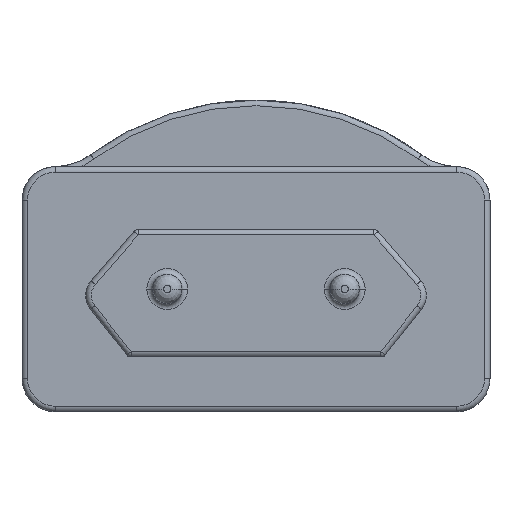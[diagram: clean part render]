
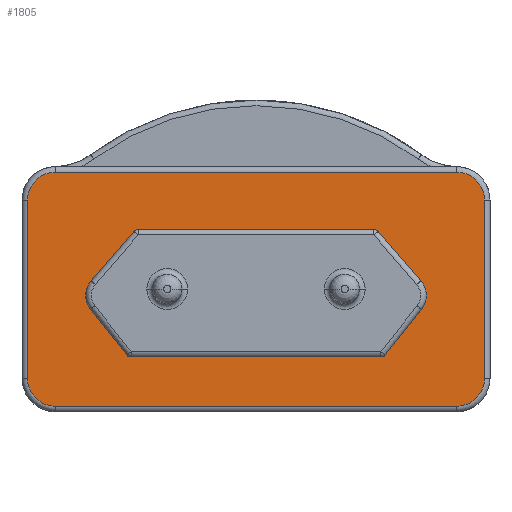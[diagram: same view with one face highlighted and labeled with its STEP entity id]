
A CAD part, left-side view. The second image highlights one B-rep face of the part: STEP entity #1805.
In plain terms, the highlighted planar face has unit normal (-1, 0, 0).
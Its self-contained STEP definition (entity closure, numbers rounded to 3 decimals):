
#1509=CARTESIAN_POINT('Vertex',(-30.,18.,17.23)) ;
#1512=CARTESIAN_POINT('Line Origine',(-30.,0.,17.23)) ;
#1516=CARTESIAN_POINT('Vertex',(-30.,-18.,17.23)) ;
#1536=CARTESIAN_POINT('Axis2P3D Location',(-30.,-18.,14.73)) ;
#1540=CARTESIAN_POINT('Vertex',(-30.,-20.5,14.73)) ;
#1560=CARTESIAN_POINT('Line Origine',(-30.,-20.5,6.73)) ;
#1564=CARTESIAN_POINT('Vertex',(-30.,-20.5,-1.27)) ;
#1584=CARTESIAN_POINT('Axis2P3D Location',(-30.,-18.,-1.27)) ;
#1588=CARTESIAN_POINT('Vertex',(-30.,-18.,-3.77)) ;
#1608=CARTESIAN_POINT('Line Origine',(-30.,0.,-3.77)) ;
#1612=CARTESIAN_POINT('Vertex',(-30.,18.,-3.77)) ;
#1632=CARTESIAN_POINT('Axis2P3D Location',(-30.,18.,-1.27)) ;
#1636=CARTESIAN_POINT('Vertex',(-30.,20.5,-1.27)) ;
#1656=CARTESIAN_POINT('Line Origine',(-30.,20.5,6.73)) ;
#1660=CARTESIAN_POINT('Vertex',(-30.,20.5,14.73)) ;
#1680=CARTESIAN_POINT('Axis2P3D Location',(-30.,18.,14.73)) ;
#1692=CARTESIAN_POINT('Axis2P3D Location',(-30.,0.,0.)) ;
#1707=CARTESIAN_POINT('Line Origine',(-30.,0.,0.651)) ;
#1711=CARTESIAN_POINT('Vertex',(-30.,11.217,0.651)) ;
#1713=CARTESIAN_POINT('Vertex',(-30.,-11.217,0.651)) ;
#1716=CARTESIAN_POINT('Axis2P3D Location',(-30.,11.217,1.151)) ;
#1720=CARTESIAN_POINT('Vertex',(-30.,11.609,0.84)) ;
#1723=CARTESIAN_POINT('Line Origine',(-30.,13.23,2.888)) ;
#1727=CARTESIAN_POINT('Vertex',(-30.,14.851,4.936)) ;
#1730=CARTESIAN_POINT('Axis2P3D Location',(-30.,13.283,6.177)) ;
#1734=CARTESIAN_POINT('Vertex',(-30.,14.795,7.486)) ;
#1737=CARTESIAN_POINT('Line Origine',(-30.,12.872,9.71)) ;
#1741=CARTESIAN_POINT('Vertex',(-30.,10.949,11.934)) ;
#1744=CARTESIAN_POINT('Axis2P3D Location',(-30.,10.571,11.607)) ;
#1748=CARTESIAN_POINT('Vertex',(-30.,10.571,12.107)) ;
#1751=CARTESIAN_POINT('Line Origine',(-30.,0.,12.107)) ;
#1755=CARTESIAN_POINT('Vertex',(-30.,-10.571,12.107)) ;
#1758=CARTESIAN_POINT('Axis2P3D Location',(-30.,-10.571,11.607)) ;
#1762=CARTESIAN_POINT('Vertex',(-30.,-10.949,11.934)) ;
#1765=CARTESIAN_POINT('Line Origine',(-30.,-12.872,9.71)) ;
#1769=CARTESIAN_POINT('Vertex',(-30.,-14.795,7.486)) ;
#1772=CARTESIAN_POINT('Axis2P3D Location',(-30.,-13.283,6.177)) ;
#1776=CARTESIAN_POINT('Vertex',(-30.,-14.851,4.936)) ;
#1779=CARTESIAN_POINT('Line Origine',(-30.,-13.23,2.888)) ;
#1783=CARTESIAN_POINT('Vertex',(-30.,-11.609,0.84)) ;
#1786=CARTESIAN_POINT('Axis2P3D Location',(-30.,-11.217,1.151)) ;
#1513=DIRECTION('Vector Direction',(0.,1.,0.)) ;
#1537=DIRECTION('Axis2P3D Direction',(1.,-0.,0.)) ;
#1561=DIRECTION('Vector Direction',(0.,0.,1.)) ;
#1585=DIRECTION('Axis2P3D Direction',(1.,0.,-0.)) ;
#1609=DIRECTION('Vector Direction',(0.,1.,0.)) ;
#1633=DIRECTION('Axis2P3D Direction',(1.,0.,0.)) ;
#1657=DIRECTION('Vector Direction',(0.,0.,-1.)) ;
#1681=DIRECTION('Axis2P3D Direction',(1.,0.,0.)) ;
#1693=DIRECTION('Axis2P3D Direction',(1.,0.,0.)) ;
#1694=DIRECTION('Axis2P3D XDirection',(0.,1.,0.)) ;
#1708=DIRECTION('Vector Direction',(0.,-1.,0.)) ;
#1717=DIRECTION('Axis2P3D Direction',(1.,0.,0.)) ;
#1724=DIRECTION('Vector Direction',(0.,-0.621,-0.784)) ;
#1731=DIRECTION('Axis2P3D Direction',(1.,0.,0.)) ;
#1738=DIRECTION('Vector Direction',(0.,0.654,-0.756)) ;
#1745=DIRECTION('Axis2P3D Direction',(1.,0.,0.)) ;
#1752=DIRECTION('Vector Direction',(0.,-1.,0.)) ;
#1759=DIRECTION('Axis2P3D Direction',(1.,0.,0.)) ;
#1766=DIRECTION('Vector Direction',(0.,-0.654,-0.756)) ;
#1773=DIRECTION('Axis2P3D Direction',(1.,0.,0.)) ;
#1780=DIRECTION('Vector Direction',(0.,0.621,-0.784)) ;
#1787=DIRECTION('Axis2P3D Direction',(1.,0.,0.)) ;
#1538=AXIS2_PLACEMENT_3D('Circle Axis2P3D',#1536,#1537,$) ;
#1586=AXIS2_PLACEMENT_3D('Circle Axis2P3D',#1584,#1585,$) ;
#1634=AXIS2_PLACEMENT_3D('Circle Axis2P3D',#1632,#1633,$) ;
#1682=AXIS2_PLACEMENT_3D('Circle Axis2P3D',#1680,#1681,$) ;
#1695=AXIS2_PLACEMENT_3D('Plane Axis2P3D',#1692,#1693,#1694) ;
#1718=AXIS2_PLACEMENT_3D('Circle Axis2P3D',#1716,#1717,$) ;
#1732=AXIS2_PLACEMENT_3D('Circle Axis2P3D',#1730,#1731,$) ;
#1746=AXIS2_PLACEMENT_3D('Circle Axis2P3D',#1744,#1745,$) ;
#1760=AXIS2_PLACEMENT_3D('Circle Axis2P3D',#1758,#1759,$) ;
#1774=AXIS2_PLACEMENT_3D('Circle Axis2P3D',#1772,#1773,$) ;
#1788=AXIS2_PLACEMENT_3D('Circle Axis2P3D',#1786,#1787,$) ;
#1698=ORIENTED_EDGE('',*,*,#1684,.F.) ;
#1699=ORIENTED_EDGE('',*,*,#1662,.F.) ;
#1700=ORIENTED_EDGE('',*,*,#1638,.F.) ;
#1701=ORIENTED_EDGE('',*,*,#1614,.F.) ;
#1702=ORIENTED_EDGE('',*,*,#1590,.F.) ;
#1703=ORIENTED_EDGE('',*,*,#1566,.F.) ;
#1704=ORIENTED_EDGE('',*,*,#1542,.F.) ;
#1705=ORIENTED_EDGE('',*,*,#1518,.F.) ;
#1792=ORIENTED_EDGE('',*,*,#1715,.F.) ;
#1793=ORIENTED_EDGE('',*,*,#1722,.F.) ;
#1794=ORIENTED_EDGE('',*,*,#1729,.F.) ;
#1795=ORIENTED_EDGE('',*,*,#1736,.F.) ;
#1796=ORIENTED_EDGE('',*,*,#1743,.F.) ;
#1797=ORIENTED_EDGE('',*,*,#1750,.F.) ;
#1798=ORIENTED_EDGE('',*,*,#1757,.F.) ;
#1799=ORIENTED_EDGE('',*,*,#1764,.F.) ;
#1800=ORIENTED_EDGE('',*,*,#1771,.F.) ;
#1801=ORIENTED_EDGE('',*,*,#1778,.F.) ;
#1802=ORIENTED_EDGE('',*,*,#1785,.F.) ;
#1803=ORIENTED_EDGE('',*,*,#1790,.F.) ;
#1804=FACE_BOUND('',#1791,.T.) ;
#1514=VECTOR('Line Direction',#1513,1.) ;
#1562=VECTOR('Line Direction',#1561,1.) ;
#1610=VECTOR('Line Direction',#1609,1.) ;
#1658=VECTOR('Line Direction',#1657,1.) ;
#1709=VECTOR('Line Direction',#1708,1.) ;
#1725=VECTOR('Line Direction',#1724,1.) ;
#1739=VECTOR('Line Direction',#1738,1.) ;
#1753=VECTOR('Line Direction',#1752,1.) ;
#1767=VECTOR('Line Direction',#1766,1.) ;
#1781=VECTOR('Line Direction',#1780,1.) ;
#1805=ADVANCED_FACE('PartBody',(#1706,#1804),#1696,.F.) ;
#1539=CIRCLE('generated circle',#1538,2.5) ;
#1587=CIRCLE('generated circle',#1586,2.5) ;
#1635=CIRCLE('generated circle',#1634,2.5) ;
#1683=CIRCLE('generated circle',#1682,2.5) ;
#1719=CIRCLE('generated circle',#1718,0.5) ;
#1733=CIRCLE('generated circle',#1732,2.) ;
#1747=CIRCLE('generated circle',#1746,0.5) ;
#1761=CIRCLE('generated circle',#1760,0.5) ;
#1775=CIRCLE('generated circle',#1774,2.) ;
#1789=CIRCLE('generated circle',#1788,0.5) ;
#1518=EDGE_CURVE('',#1510,#1517,#1515,.F.) ;
#1542=EDGE_CURVE('',#1517,#1541,#1539,.T.) ;
#1566=EDGE_CURVE('',#1541,#1565,#1563,.F.) ;
#1590=EDGE_CURVE('',#1565,#1589,#1587,.T.) ;
#1614=EDGE_CURVE('',#1589,#1613,#1611,.T.) ;
#1638=EDGE_CURVE('',#1613,#1637,#1635,.T.) ;
#1662=EDGE_CURVE('',#1637,#1661,#1659,.F.) ;
#1684=EDGE_CURVE('',#1661,#1510,#1683,.T.) ;
#1715=EDGE_CURVE('',#1712,#1714,#1710,.T.) ;
#1722=EDGE_CURVE('',#1721,#1712,#1719,.F.) ;
#1729=EDGE_CURVE('',#1728,#1721,#1726,.T.) ;
#1736=EDGE_CURVE('',#1735,#1728,#1733,.F.) ;
#1743=EDGE_CURVE('',#1742,#1735,#1740,.T.) ;
#1750=EDGE_CURVE('',#1749,#1742,#1747,.F.) ;
#1757=EDGE_CURVE('',#1756,#1749,#1754,.F.) ;
#1764=EDGE_CURVE('',#1763,#1756,#1761,.F.) ;
#1771=EDGE_CURVE('',#1770,#1763,#1768,.F.) ;
#1778=EDGE_CURVE('',#1777,#1770,#1775,.F.) ;
#1785=EDGE_CURVE('',#1784,#1777,#1782,.F.) ;
#1790=EDGE_CURVE('',#1714,#1784,#1789,.F.) ;
#1697=EDGE_LOOP('',(#1698,#1699,#1700,#1701,#1702,#1703,#1704,#1705)) ;
#1791=EDGE_LOOP('',(#1792,#1793,#1794,#1795,#1796,#1797,#1798,#1799,#1800,#1801,#1802,#1803)) ;
#1706=FACE_OUTER_BOUND('',#1697,.T.) ;
#1515=LINE('Line',#1512,#1514) ;
#1563=LINE('Line',#1560,#1562) ;
#1611=LINE('Line',#1608,#1610) ;
#1659=LINE('Line',#1656,#1658) ;
#1710=LINE('Line',#1707,#1709) ;
#1726=LINE('Line',#1723,#1725) ;
#1740=LINE('Line',#1737,#1739) ;
#1754=LINE('Line',#1751,#1753) ;
#1768=LINE('Line',#1765,#1767) ;
#1782=LINE('Line',#1779,#1781) ;
#1696=PLANE('Plane',#1695) ;
#1510=VERTEX_POINT('',#1509) ;
#1517=VERTEX_POINT('',#1516) ;
#1541=VERTEX_POINT('',#1540) ;
#1565=VERTEX_POINT('',#1564) ;
#1589=VERTEX_POINT('',#1588) ;
#1613=VERTEX_POINT('',#1612) ;
#1637=VERTEX_POINT('',#1636) ;
#1661=VERTEX_POINT('',#1660) ;
#1712=VERTEX_POINT('',#1711) ;
#1714=VERTEX_POINT('',#1713) ;
#1721=VERTEX_POINT('',#1720) ;
#1728=VERTEX_POINT('',#1727) ;
#1735=VERTEX_POINT('',#1734) ;
#1742=VERTEX_POINT('',#1741) ;
#1749=VERTEX_POINT('',#1748) ;
#1756=VERTEX_POINT('',#1755) ;
#1763=VERTEX_POINT('',#1762) ;
#1770=VERTEX_POINT('',#1769) ;
#1777=VERTEX_POINT('',#1776) ;
#1784=VERTEX_POINT('',#1783) ;
